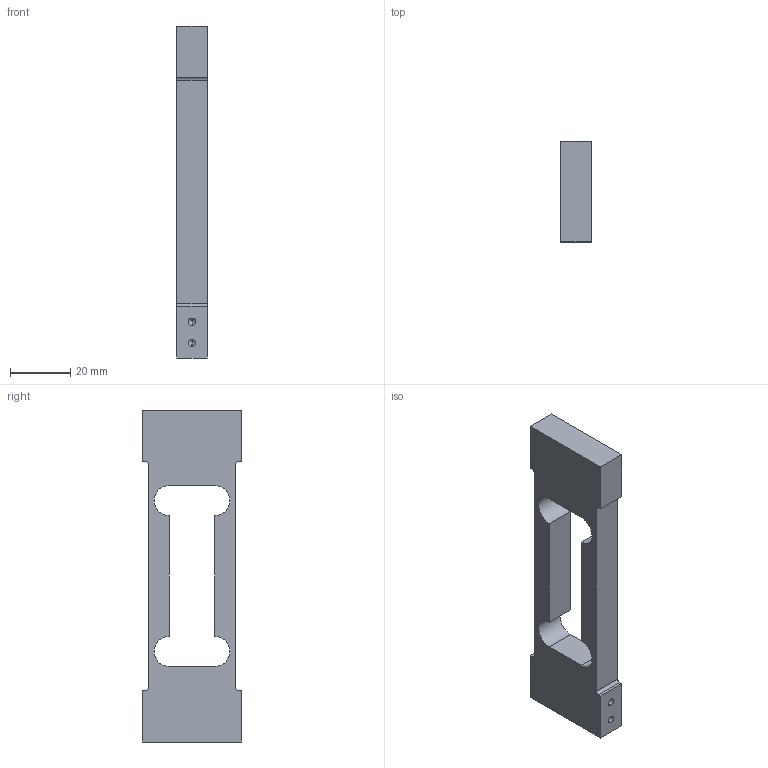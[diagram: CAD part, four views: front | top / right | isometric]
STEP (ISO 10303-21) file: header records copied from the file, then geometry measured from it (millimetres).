
FILE_DESCRIPTION (( 'STEP AP203' ), '1' );
FILE_NAME ('LC1110.STEP', '2020-08-18T08:36:41', ( '' ), ( '' ), 'SwSTEP 2.0', 'SolidWorks 2016', '' );
FILE_SCHEMA (( 'CONFIG_CONTROL_DESIGN' ));
Length unit declared in the file: millimetre
Products named in the file (1): LC1110
Bounding box: 10 x 33 x 110 mm (x, y, z)
Volume: 22545.6 mm3; surface area: 9429.6 mm2
Topology: 1 solids, 1 shells, 42 faces, 112 edges, 68 vertices
Faces by surface type: plane 18, cylinder 16, cone 8
Entity records: 1329 total; most frequent: DIRECTION 222, CARTESIAN_POINT 215, ORIENTED_EDGE 208, EDGE_CURVE 104, AXIS2_PLACEMENT_3D 75, VECTOR 72, LINE 72, VERTEX_POINT 68
